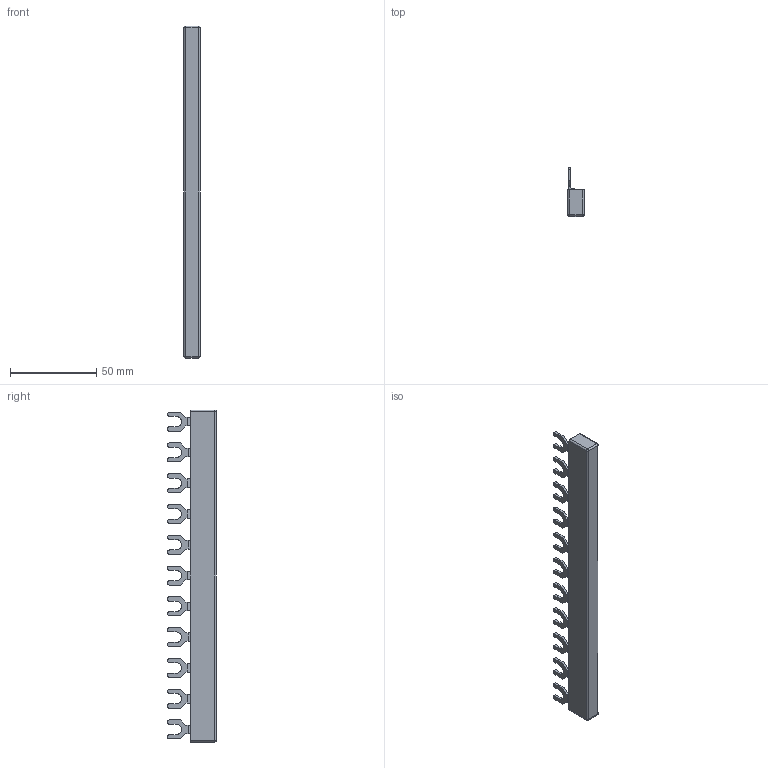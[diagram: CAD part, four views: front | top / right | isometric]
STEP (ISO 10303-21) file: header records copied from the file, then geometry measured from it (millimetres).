
FILE_DESCRIPTION(/* description */ (''),/* implementation_level */ '2;1');
FILE_NAME(/* name */ 'STP-793-828-00.stp',/* time_stamp */ '2018-10-23T10:55:12+02:00',/* author */ ('A.Robertus'),/* organization */ ('FTG Friedrich Goehringer Elektrotechnik GmbH'),/* preprocessor_version */ 'ST-DEVELOPER v16.1',/* originating_system */ 'Autodesk Inventor 2016',/* authorisation */ '');
FILE_SCHEMA (('AUTOMOTIVE_DESIGN { 1 0 10303 214 3 1 1 }'));
Length unit declared in the file: millimetre
Products named in the file (1): 793-828-00
Bounding box: 9.5 x 28.2 x 192 mm (x, y, z)
Volume: 28748.6 mm3; surface area: 11883.8 mm2
Topology: 1 solids, 1 shells, 297 faces, 780 edges, 492 vertices
Faces by surface type: plane 197, cylinder 96, sphere 4
Entity records: 9349 total; most frequent: CARTESIAN_POINT 1566, DIRECTION 1564, ORIENTED_EDGE 1552, EDGE_CURVE 776, LINE 584, VECTOR 584, VERTEX_POINT 492, AXIS2_PLACEMENT_3D 490
